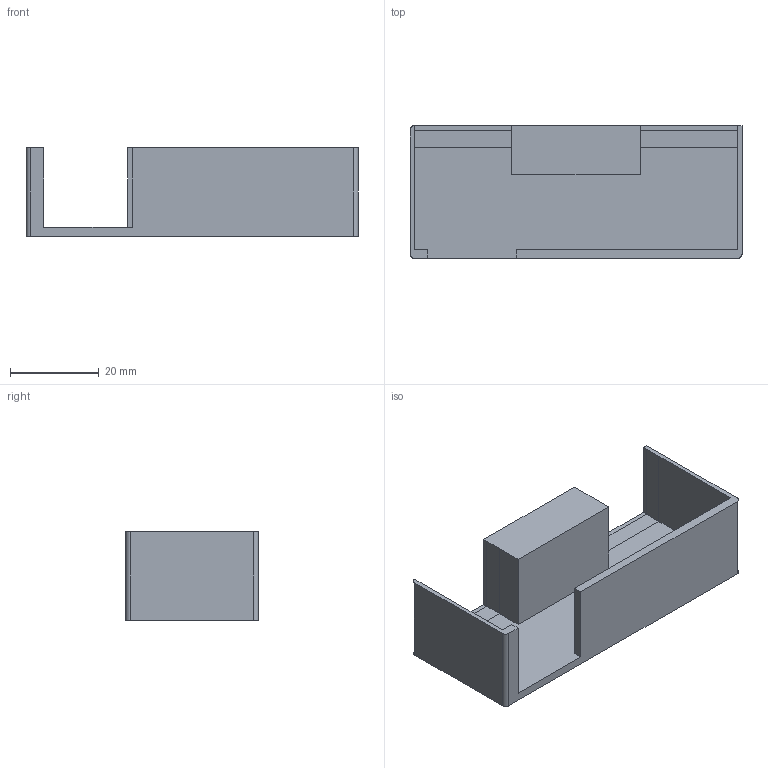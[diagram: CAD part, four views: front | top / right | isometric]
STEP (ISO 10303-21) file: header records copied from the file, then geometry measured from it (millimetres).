
FILE_DESCRIPTION(('FreeCAD Model'),'2;1');
FILE_NAME('Open CASCADE Shape Model','2026-01-19T11:56:39',(''),(''), 'Open CASCADE STEP processor 7.9','FreeCAD','Unknown');
FILE_SCHEMA(('AUTOMOTIVE_DESIGN { 1 0 10303 214 1 1 1 1 }'));
Length unit declared in the file: millimetre
Products named in the file (1): Body
Bounding box: 75 x 30 x 20 mm (x, y, z)
Volume: 13217.1 mm3; surface area: 10473 mm2
Topology: 1 solids, 1 shells, 33 faces, 84 edges, 53 vertices
Faces by surface type: plane 30, cylinder 3
Entity records: 994 total; most frequent: CARTESIAN_POINT 171, ORIENTED_EDGE 168, DIRECTION 158, EDGE_CURVE 84, LINE 78, VECTOR 78, VERTEX_POINT 53, AXIS2_PLACEMENT_3D 40
